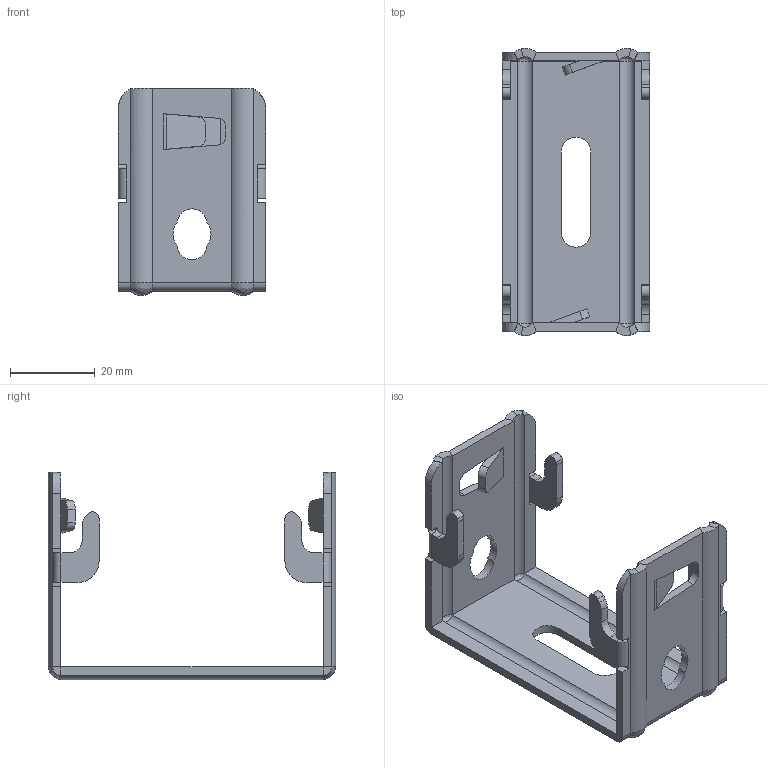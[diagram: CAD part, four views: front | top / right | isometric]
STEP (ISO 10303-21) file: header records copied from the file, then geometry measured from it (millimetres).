
FILE_DESCRIPTION((''),'2;1');
FILE_NAME('USK','2019-11-05T07:13:43',('tomasz.grudniewski'),(''),'CREO PARAMETRIC BY PTC INC, 2019080','CREO PARAMETRIC BY PTC INC, 2019080','');
FILE_SCHEMA(('CONFIG_CONTROL_DESIGN'));
Length unit declared in the file: millimetre
Products named in the file (1): USK
Bounding box: 35 x 67.98 x 48.99 mm (x, y, z)
Volume: 11290.9 mm3; surface area: 12864.7 mm2
Topology: 1 solids, 1 shells, 194 faces, 476 edges, 276 vertices
Faces by surface type: plane 112, cylinder 62, bspline 20
Entity records: 6797 total; most frequent: CARTESIAN_POINT 2265, ORIENTED_EDGE 936, DIRECTION 924, EDGE_CURVE 468, VECTOR 328, LINE 328, AXIS2_PLACEMENT_3D 298, VERTEX_POINT 276
